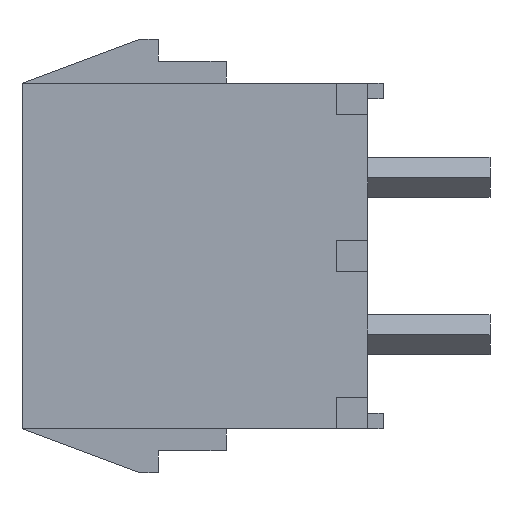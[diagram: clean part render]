
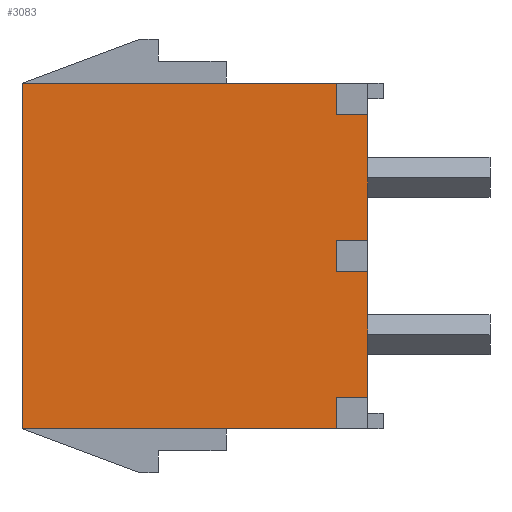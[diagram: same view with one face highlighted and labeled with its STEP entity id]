
A CAD part, left-side view. The second image highlights one B-rep face of the part: STEP entity #3083.
In plain terms, the highlighted planar face has unit normal (-1, 0, 0).
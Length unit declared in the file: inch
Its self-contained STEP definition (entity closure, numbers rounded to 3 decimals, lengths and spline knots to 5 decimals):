
#1=DIRECTION('',(0.,-1.,0.));
#2=VECTOR('',#1,0.5);
#3=CARTESIAN_POINT('',(-0.4,0.275,-0.275));
#4=LINE('',#3,#2);
#53=DIRECTION('',(0.,0.,-1.));
#54=VECTOR('',#53,0.05);
#55=CARTESIAN_POINT('',(-0.4,-0.225,-0.225));
#56=LINE('',#55,#54);
#57=DIRECTION('',(0.,0.,1.));
#58=VECTOR('',#57,0.55);
#59=CARTESIAN_POINT('',(-0.4,0.275,-0.275));
#60=LINE('',#59,#58);
#61=DIRECTION('',(0.,0.,-1.));
#62=VECTOR('',#61,0.05);
#63=CARTESIAN_POINT('',(-0.4,-0.225,0.275));
#64=LINE('',#63,#62);
#65=DIRECTION('',(0.,1.,0.));
#66=VECTOR('',#65,0.05);
#67=CARTESIAN_POINT('',(-0.4,-0.275,0.225));
#68=LINE('',#67,#66);
#69=DIRECTION('',(0.,1.,0.));
#70=VECTOR('',#69,0.05);
#71=CARTESIAN_POINT('',(-0.4,-0.275,0.025));
#72=LINE('',#71,#70);
#73=DIRECTION('',(0.,0.,-1.));
#74=VECTOR('',#73,0.05);
#75=CARTESIAN_POINT('',(-0.4,-0.225,0.025));
#76=LINE('',#75,#74);
#77=DIRECTION('',(0.,1.,0.));
#78=VECTOR('',#77,0.05);
#79=CARTESIAN_POINT('',(-0.4,-0.275,-0.025));
#80=LINE('',#79,#78);
#81=DIRECTION('',(0.,1.,0.));
#82=VECTOR('',#81,0.05);
#83=CARTESIAN_POINT('',(-0.4,-0.275,-0.225));
#84=LINE('',#83,#82);
#229=DIRECTION('',(0.,0.,1.));
#230=VECTOR('',#229,0.2);
#231=CARTESIAN_POINT('',(-0.4,-0.275,-0.225));
#232=LINE('',#231,#230);
#245=DIRECTION('',(0.,0.,1.));
#246=VECTOR('',#245,0.2);
#247=CARTESIAN_POINT('',(-0.4,-0.275,0.025));
#248=LINE('',#247,#246);
#557=DIRECTION('',(0.,1.,0.));
#558=VECTOR('',#557,0.5);
#559=CARTESIAN_POINT('',(-0.4,-0.225,0.275));
#560=LINE('',#559,#558);
#2277=CARTESIAN_POINT('',(-0.4,0.275,-0.275));
#2278=CARTESIAN_POINT('',(-0.4,0.275,0.275));
#2279=VERTEX_POINT('',#2277);
#2280=VERTEX_POINT('',#2278);
#2801=CARTESIAN_POINT('',(-0.4,-0.225,0.275));
#2802=CARTESIAN_POINT('',(-0.4,-0.225,0.225));
#2803=VERTEX_POINT('',#2801);
#2804=VERTEX_POINT('',#2802);
#2805=CARTESIAN_POINT('',(-0.4,-0.275,0.225));
#2806=VERTEX_POINT('',#2805);
#2835=CARTESIAN_POINT('',(-0.4,-0.225,0.025));
#2836=CARTESIAN_POINT('',(-0.4,-0.225,-0.025));
#2837=VERTEX_POINT('',#2835);
#2838=VERTEX_POINT('',#2836);
#2839=CARTESIAN_POINT('',(-0.4,-0.275,-0.025));
#2840=VERTEX_POINT('',#2839);
#2841=CARTESIAN_POINT('',(-0.4,-0.275,0.025));
#2842=VERTEX_POINT('',#2841);
#2867=CARTESIAN_POINT('',(-0.4,-0.225,-0.225));
#2868=CARTESIAN_POINT('',(-0.4,-0.225,-0.275));
#2869=VERTEX_POINT('',#2867);
#2870=VERTEX_POINT('',#2868);
#2871=CARTESIAN_POINT('',(-0.4,-0.275,-0.225));
#2872=VERTEX_POINT('',#2871);
#3053=CARTESIAN_POINT('',(-0.4,0.275,-0.275));
#3054=DIRECTION('',(-1.,0.,0.));
#3055=DIRECTION('',(0.,-1.,0.));
#3056=AXIS2_PLACEMENT_3D('',#3053,#3054,#3055);
#3057=PLANE('',#3056);
#3059=ORIENTED_EDGE('',*,*,#3058,.T.);
#3060=ORIENTED_EDGE('',*,*,#2994,.F.);
#3062=ORIENTED_EDGE('',*,*,#3061,.T.);
#3064=ORIENTED_EDGE('',*,*,#3063,.F.);
#3066=ORIENTED_EDGE('',*,*,#3065,.T.);
#3068=ORIENTED_EDGE('',*,*,#3067,.F.);
#3070=ORIENTED_EDGE('',*,*,#3069,.F.);
#3072=ORIENTED_EDGE('',*,*,#3071,.T.);
#3074=ORIENTED_EDGE('',*,*,#3073,.T.);
#3076=ORIENTED_EDGE('',*,*,#3075,.F.);
#3078=ORIENTED_EDGE('',*,*,#3077,.F.);
#3080=ORIENTED_EDGE('',*,*,#3079,.T.);
#3081=EDGE_LOOP('',(#3059,#3060,#3062,#3064,#3066,#3068,#3070,#3072,#3074,#3076,
#3078,#3080));
#3082=FACE_OUTER_BOUND('',#3081,.F.);
#3083=ADVANCED_FACE('',(#3082),#3057,.T.);
#2994=EDGE_CURVE('',#2279,#2870,#4,.T.);
#3058=EDGE_CURVE('',#2869,#2870,#56,.T.);
#3061=EDGE_CURVE('',#2279,#2280,#60,.T.);
#3063=EDGE_CURVE('',#2803,#2280,#560,.T.);
#3065=EDGE_CURVE('',#2803,#2804,#64,.T.);
#3067=EDGE_CURVE('',#2806,#2804,#68,.T.);
#3069=EDGE_CURVE('',#2842,#2806,#248,.T.);
#3071=EDGE_CURVE('',#2842,#2837,#72,.T.);
#3073=EDGE_CURVE('',#2837,#2838,#76,.T.);
#3075=EDGE_CURVE('',#2840,#2838,#80,.T.);
#3077=EDGE_CURVE('',#2872,#2840,#232,.T.);
#3079=EDGE_CURVE('',#2872,#2869,#84,.T.);
